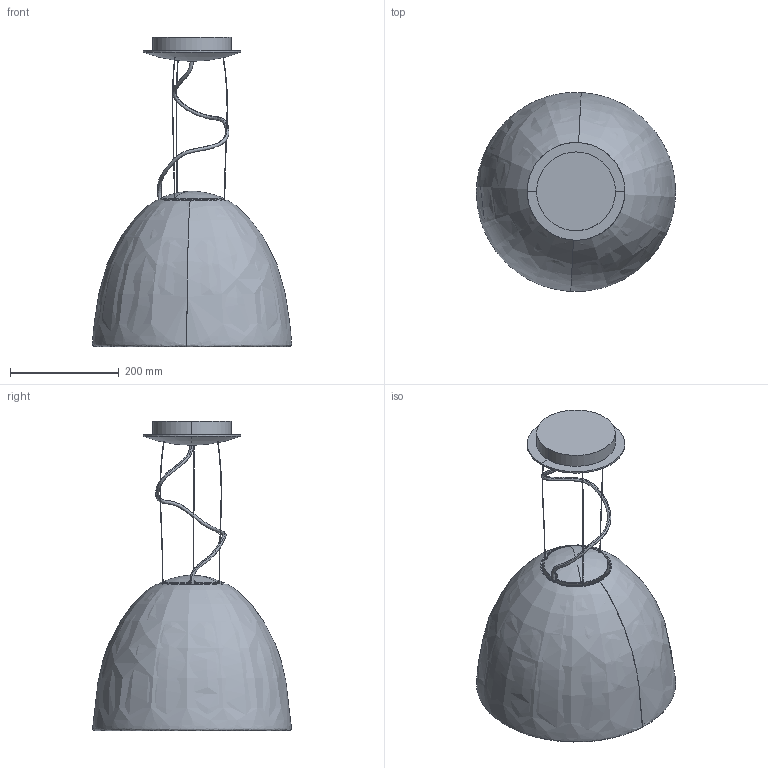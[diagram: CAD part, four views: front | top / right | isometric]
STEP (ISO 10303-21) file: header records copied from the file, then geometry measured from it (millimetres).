
FILE_DESCRIPTION(/* description */ (''),/* implementation_level */ '2;1');
FILE_NAME(/* name */ 'Nur mini sospensione ',/* time_stamp */ '2013-12-13T10:22:37+01:00',/* author */ (''),/* organization */ (''),/* preprocessor_version */ 'ST-DEVELOPER v10',/* originating_system */ '',/* authorisation */ '');
FILE_SCHEMA (('AUTOMOTIVE_DESIGN'));
Length unit declared in the file: millimetre
Products named in the file (1): 1
Bounding box: 365.49 x 365.35 x 567.9 mm (x, y, z)
Volume: 1133920.2 mm3; surface area: 893300.1 mm2
Topology: 5 solids, 8 shells, 136 faces, 391 edges, 254 vertices
Faces by surface type: bspline 127, plane 9
Entity records: 8314 total; most frequent: CARTESIAN_POINT 6251, ORIENTED_EDGE 736, EDGE_CURVE 372, VERTEX_POINT 245, ADVANCED_FACE 136, FACE_OUTER_BOUND 136, EDGE_LOOP 136, B_SPLINE_CURVE_WITH_KNOTS 102
